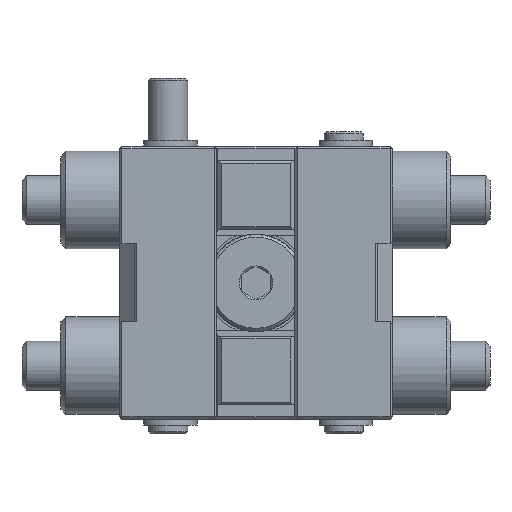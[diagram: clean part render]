
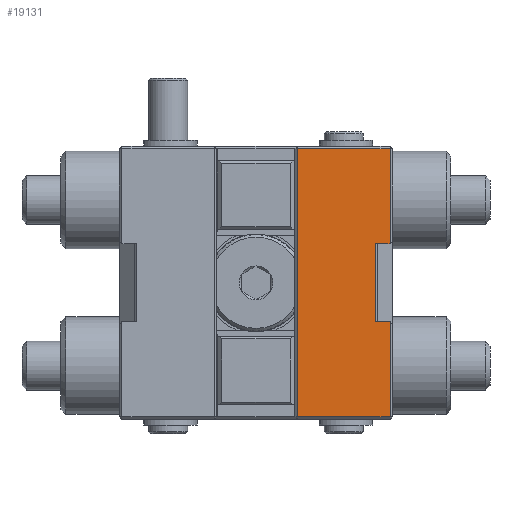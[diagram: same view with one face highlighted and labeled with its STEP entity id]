
A CAD part, front view. The second image highlights one B-rep face of the part: STEP entity #19131.
In plain terms, the highlighted planar face has unit normal (0, -1, 0).
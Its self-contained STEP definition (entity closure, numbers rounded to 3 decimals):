
#1502=PLANE('',#20472);
#2514=FACE_OUTER_BOUND('',#3688,.T.);
#3688=EDGE_LOOP('',(#15402,#15403,#15404,#15405,#15406,#15407,#15408,#15409));
#4928=LINE('',#50940,#6399);
#4960=LINE('',#51006,#6431);
#4969=LINE('',#51023,#6440);
#4977=LINE('',#51038,#6448);
#4978=LINE('',#51040,#6449);
#5004=LINE('',#51088,#6475);
#5019=LINE('',#51115,#6490);
#5020=LINE('',#51117,#6491);
#6399=VECTOR('',#23044,10.);
#6431=VECTOR('',#23100,10.);
#6440=VECTOR('',#23117,10.);
#6448=VECTOR('',#23131,10.);
#6449=VECTOR('',#23134,10.);
#6475=VECTOR('',#23188,10.);
#6490=VECTOR('',#23223,10.);
#6491=VECTOR('',#23226,10.);
#8706=VERTEX_POINT('',#50933);
#8709=VERTEX_POINT('',#50938);
#8730=VERTEX_POINT('',#51001);
#8731=VERTEX_POINT('',#51005);
#8732=VERTEX_POINT('',#51009);
#8735=VERTEX_POINT('',#51016);
#8736=VERTEX_POINT('',#51025);
#8739=VERTEX_POINT('',#51033);
#11036=EDGE_CURVE('',#8709,#8706,#4928,.T.);
#11069=EDGE_CURVE('',#8731,#8730,#4960,.T.);
#11078=EDGE_CURVE('',#8732,#8735,#4969,.T.);
#11086=EDGE_CURVE('',#8735,#8739,#4977,.T.);
#11087=EDGE_CURVE('',#8739,#8736,#4978,.T.);
#11113=EDGE_CURVE('',#8730,#8732,#5004,.T.);
#11128=EDGE_CURVE('',#8709,#8736,#5019,.T.);
#11129=EDGE_CURVE('',#8731,#8706,#5020,.T.);
#15402=ORIENTED_EDGE('',*,*,#11128,.T.);
#15403=ORIENTED_EDGE('',*,*,#11087,.F.);
#15404=ORIENTED_EDGE('',*,*,#11086,.F.);
#15405=ORIENTED_EDGE('',*,*,#11078,.F.);
#15406=ORIENTED_EDGE('',*,*,#11113,.F.);
#15407=ORIENTED_EDGE('',*,*,#11069,.F.);
#15408=ORIENTED_EDGE('',*,*,#11129,.T.);
#15409=ORIENTED_EDGE('',*,*,#11036,.F.);
#19131=ADVANCED_FACE('',(#2514),#1502,.T.);
#20472=AXIS2_PLACEMENT_3D('',#51116,#23224,#23225);
#23044=DIRECTION('',(0.,0.,-1.));
#23100=DIRECTION('',(0.,0.,-1.));
#23117=DIRECTION('',(0.,0.,1.));
#23131=DIRECTION('',(1.,0.,0.));
#23134=DIRECTION('',(0.,0.,-1.));
#23188=DIRECTION('',(-1.,0.,0.));
#23223=DIRECTION('',(1.,0.,0.));
#23224=DIRECTION('center_axis',(0.,-1.,0.));
#23225=DIRECTION('ref_axis',(-1.,0.,0.));
#23226=DIRECTION('',(-1.,0.,0.));
#50933=CARTESIAN_POINT('',(8.25,0.,-18.));
#50938=CARTESIAN_POINT('',(8.25,0.,-10.));
#50940=CARTESIAN_POINT('',(8.25,0.,-9.));
#51001=CARTESIAN_POINT('',(9.75,0.,-27.75));
#51005=CARTESIAN_POINT('',(9.75,0.,-18.));
#51006=CARTESIAN_POINT('',(9.75,0.,0.));
#51009=CARTESIAN_POINT('',(0.25,0.,-27.75));
#51016=CARTESIAN_POINT('',(0.25,0.,-0.25));
#51023=CARTESIAN_POINT('',(0.25,0.,0.));
#51025=CARTESIAN_POINT('',(9.75,0.,-10.));
#51033=CARTESIAN_POINT('',(9.75,0.,-0.25));
#51038=CARTESIAN_POINT('',(7.5,0.,-0.25));
#51040=CARTESIAN_POINT('',(9.75,0.,0.));
#51088=CARTESIAN_POINT('',(7.5,0.,-27.75));
#51115=CARTESIAN_POINT('',(9.25,0.,-10.));
#51116=CARTESIAN_POINT('Origin',(10.,0.,0.));
#51117=CARTESIAN_POINT('',(10.,0.,-18.));
